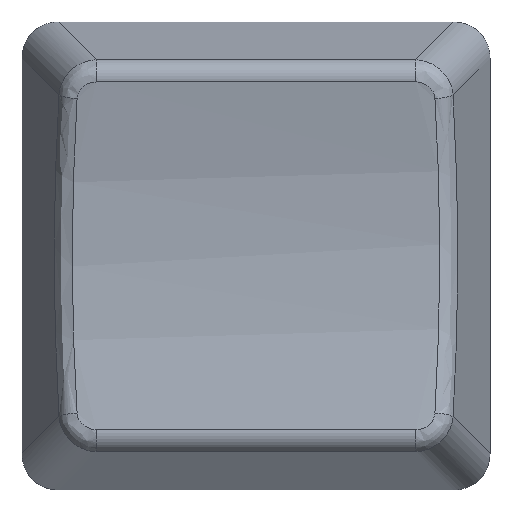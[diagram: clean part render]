
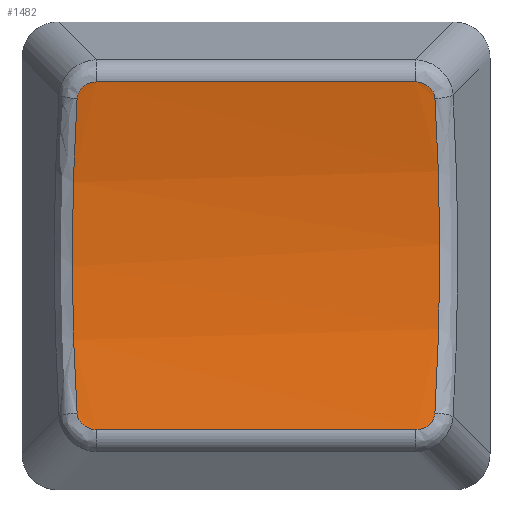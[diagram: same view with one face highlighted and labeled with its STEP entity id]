
A CAD part, top view. The second image highlights one B-rep face of the part: STEP entity #1482.
In plain terms, the highlighted free-form (B-spline) face has degree [3, 1] with [6, 2] control points.
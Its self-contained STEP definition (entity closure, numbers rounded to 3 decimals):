
#1367=CARTESIAN_POINT('',(-6.085,-201.258,2.131));
#1368=CARTESIAN_POINT('',(6.085,-201.258,2.131));
#1369=CARTESIAN_POINT('',(-6.085,-199.338,1.71));
#1370=CARTESIAN_POINT('',(6.085,-199.338,1.71));
#1371=CARTESIAN_POINT('',(-6.085,-197.419,1.5));
#1372=CARTESIAN_POINT('',(6.085,-197.419,1.5));
#1373=CARTESIAN_POINT('',(-6.085,-193.581,1.5));
#1374=CARTESIAN_POINT('',(6.085,-193.581,1.5));
#1375=CARTESIAN_POINT('',(-6.085,-191.662,1.71));
#1376=CARTESIAN_POINT('',(6.085,-191.662,1.71));
#1377=CARTESIAN_POINT('',(-6.085,-189.742,2.131));
#1378=CARTESIAN_POINT('',(6.085,-189.742,2.131));
#1379=B_SPLINE_SURFACE_WITH_KNOTS('',3,1,((#1367,#1368),(#1369,#1370),(#1371,#1372),(#1373,#1374),(#1375,#1376),(#1377,#1378)),.UNSPECIFIED.,.F.,.F.,.U.,(4,2,4),(2,2),(0.103,0.5,0.897),(0.331,0.669),.UNSPECIFIED.);
#1380=CARTESIAN_POINT('',(5.927,-200.707,2.016));
#1381=VERTEX_POINT('',#1380);
#1382=CARTESIAN_POINT('',(5.927,-190.293,2.016));
#1383=VERTEX_POINT('',#1382);
#1384=CARTESIAN_POINT('',(5.927,-200.707,2.016));
#1385=CARTESIAN_POINT('',(5.979,-199.846,1.845));
#1386=CARTESIAN_POINT('',(6.019,-198.981,1.716));
#1387=CARTESIAN_POINT('',(6.045,-198.11,1.63));
#1388=CARTESIAN_POINT('',(6.072,-197.239,1.543));
#1389=CARTESIAN_POINT('',(6.085,-196.361,1.5));
#1390=CARTESIAN_POINT('',(6.085,-195.489,1.5));
#1391=CARTESIAN_POINT('',(6.085,-193.744,1.501));
#1392=CARTESIAN_POINT('',(6.031,-192.014,1.675));
#1393=CARTESIAN_POINT('',(5.927,-190.293,2.016));
#1394=B_SPLINE_CURVE_WITH_KNOTS('',3,(#1384,#1385,#1386,#1387,#1388,#1389,#1390,#1391,#1392,#1393),.UNSPECIFIED.,.F.,.F.,(4,3,3,4),(0.,0.003,0.005,0.011),.UNSPECIFIED.);
#1395=EDGE_CURVE('',#1381,#1383,#1394,.T.);
#1396=ORIENTED_EDGE('',*,*,#1395,.T.);
#1397=CARTESIAN_POINT('',(5.293,-189.742,2.131));
#1398=VERTEX_POINT('',#1397);
#1399=CARTESIAN_POINT('',(5.927,-190.293,2.016));
#1400=CARTESIAN_POINT('',(5.917,-190.141,2.046));
#1401=CARTESIAN_POINT('',(5.843,-189.997,2.076));
#1402=CARTESIAN_POINT('',(5.725,-189.897,2.097));
#1403=CARTESIAN_POINT('',(5.607,-189.797,2.119));
#1404=CARTESIAN_POINT('',(5.452,-189.742,2.131));
#1405=CARTESIAN_POINT('',(5.293,-189.742,2.131));
#1406=B_SPLINE_CURVE_WITH_KNOTS('',3,(#1399,#1400,#1401,#1402,#1403,#1404,#1405),.UNSPECIFIED.,.F.,.F.,(4,3,4),(-0.,0.,0.001),.UNSPECIFIED.);
#1407=EDGE_CURVE('',#1383,#1398,#1406,.T.);
#1408=ORIENTED_EDGE('',*,*,#1407,.T.);
#1409=CARTESIAN_POINT('',(-5.293,-189.742,2.131));
#1410=VERTEX_POINT('',#1409);
#1411=CARTESIAN_POINT('',(5.293,-189.742,2.131));
#1412=DIRECTION('',(-1.,-0.,0.));
#1413=VECTOR('',#1412,10.586);
#1414=LINE('',#1411,#1413);
#1415=EDGE_CURVE('',#1398,#1410,#1414,.T.);
#1416=ORIENTED_EDGE('',*,*,#1415,.T.);
#1417=CARTESIAN_POINT('',(-5.927,-190.293,2.016));
#1418=VERTEX_POINT('',#1417);
#1419=CARTESIAN_POINT('',(-5.293,-189.742,2.131));
#1420=CARTESIAN_POINT('',(-5.372,-189.742,2.131));
#1421=CARTESIAN_POINT('',(-5.451,-189.756,2.128));
#1422=CARTESIAN_POINT('',(-5.524,-189.782,2.122));
#1423=CARTESIAN_POINT('',(-5.598,-189.808,2.116));
#1424=CARTESIAN_POINT('',(-5.667,-189.847,2.108));
#1425=CARTESIAN_POINT('',(-5.725,-189.897,2.097));
#1426=CARTESIAN_POINT('',(-5.784,-189.947,2.087));
#1427=CARTESIAN_POINT('',(-5.833,-190.008,2.074));
#1428=CARTESIAN_POINT('',(-5.867,-190.076,2.06));
#1429=CARTESIAN_POINT('',(-5.902,-190.144,2.046));
#1430=CARTESIAN_POINT('',(-5.922,-190.217,2.031));
#1431=CARTESIAN_POINT('',(-5.927,-190.293,2.016));
#1432=B_SPLINE_CURVE_WITH_KNOTS('',3,(#1419,#1420,#1421,#1422,#1423,#1424,#1425,#1426,#1427,#1428,#1429,#1430,#1431),.UNSPECIFIED.,.F.,.F.,(4,3,3,3,4),(0.,0.,0.,0.001,0.001),.UNSPECIFIED.);
#1433=EDGE_CURVE('',#1410,#1418,#1432,.T.);
#1434=ORIENTED_EDGE('',*,*,#1433,.T.);
#1435=CARTESIAN_POINT('',(-5.927,-200.707,2.016));
#1436=VERTEX_POINT('',#1435);
#1437=CARTESIAN_POINT('',(-5.927,-190.293,2.016));
#1438=CARTESIAN_POINT('',(-6.031,-192.014,1.675));
#1439=CARTESIAN_POINT('',(-6.085,-193.744,1.501));
#1440=CARTESIAN_POINT('',(-6.085,-195.489,1.5));
#1441=CARTESIAN_POINT('',(-6.085,-196.361,1.5));
#1442=CARTESIAN_POINT('',(-6.072,-197.239,1.543));
#1443=CARTESIAN_POINT('',(-6.045,-198.11,1.63));
#1444=CARTESIAN_POINT('',(-6.019,-198.981,1.716));
#1445=CARTESIAN_POINT('',(-5.979,-199.846,1.845));
#1446=CARTESIAN_POINT('',(-5.927,-200.707,2.016));
#1447=B_SPLINE_CURVE_WITH_KNOTS('',3,(#1437,#1438,#1439,#1440,#1441,#1442,#1443,#1444,#1445,#1446),.UNSPECIFIED.,.F.,.F.,(4,3,3,4),(0.,0.005,0.008,0.011),.UNSPECIFIED.);
#1448=EDGE_CURVE('',#1418,#1436,#1447,.T.);
#1449=ORIENTED_EDGE('',*,*,#1448,.T.);
#1450=CARTESIAN_POINT('',(-5.293,-201.258,2.131));
#1451=VERTEX_POINT('',#1450);
#1452=CARTESIAN_POINT('',(-5.927,-200.707,2.016));
#1453=CARTESIAN_POINT('',(-5.917,-200.859,2.046));
#1454=CARTESIAN_POINT('',(-5.843,-201.003,2.076));
#1455=CARTESIAN_POINT('',(-5.725,-201.103,2.097));
#1456=CARTESIAN_POINT('',(-5.607,-201.203,2.119));
#1457=CARTESIAN_POINT('',(-5.452,-201.258,2.131));
#1458=CARTESIAN_POINT('',(-5.293,-201.258,2.131));
#1459=B_SPLINE_CURVE_WITH_KNOTS('',3,(#1452,#1453,#1454,#1455,#1456,#1457,#1458),.UNSPECIFIED.,.F.,.F.,(4,3,4),(0.,0.,0.001),.UNSPECIFIED.);
#1460=EDGE_CURVE('',#1436,#1451,#1459,.T.);
#1461=ORIENTED_EDGE('',*,*,#1460,.T.);
#1462=CARTESIAN_POINT('',(5.293,-201.258,2.131));
#1463=VERTEX_POINT('',#1462);
#1464=CARTESIAN_POINT('',(-5.293,-201.258,2.131));
#1465=DIRECTION('',(1.,0.,-0.));
#1466=VECTOR('',#1465,10.586);
#1467=LINE('',#1464,#1466);
#1468=EDGE_CURVE('',#1451,#1463,#1467,.T.);
#1469=ORIENTED_EDGE('',*,*,#1468,.T.);
#1470=CARTESIAN_POINT('',(5.293,-201.258,2.131));
#1471=CARTESIAN_POINT('',(5.452,-201.258,2.131));
#1472=CARTESIAN_POINT('',(5.607,-201.203,2.119));
#1473=CARTESIAN_POINT('',(5.725,-201.103,2.097));
#1474=CARTESIAN_POINT('',(5.843,-201.003,2.076));
#1475=CARTESIAN_POINT('',(5.917,-200.859,2.046));
#1476=CARTESIAN_POINT('',(5.927,-200.707,2.016));
#1477=B_SPLINE_CURVE_WITH_KNOTS('',3,(#1470,#1471,#1472,#1473,#1474,#1475,#1476),.UNSPECIFIED.,.F.,.F.,(4,3,4),(0.,0.,0.001),.UNSPECIFIED.);
#1478=EDGE_CURVE('',#1463,#1381,#1477,.T.);
#1479=ORIENTED_EDGE('',*,*,#1478,.T.);
#1480=EDGE_LOOP('',(#1396,#1408,#1416,#1434,#1449,#1461,#1469,#1479));
#1481=FACE_BOUND('',#1480,.T.);
#1482=ADVANCED_FACE('',(#1481),#1379,.F.);
